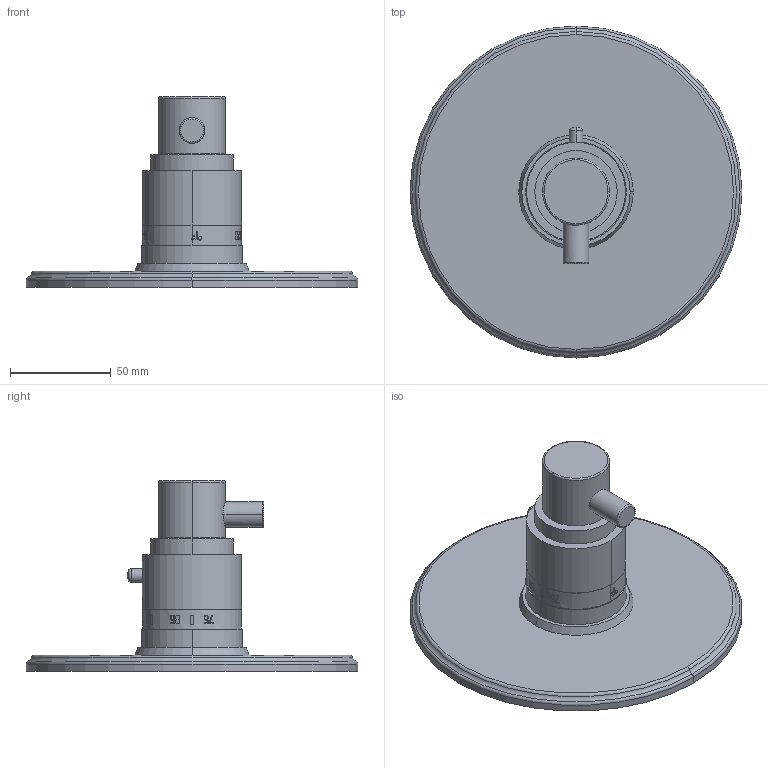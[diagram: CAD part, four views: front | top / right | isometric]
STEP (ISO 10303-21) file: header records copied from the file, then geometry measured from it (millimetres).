
FILE_DESCRIPTION((''),'2;1');
FILE_NAME('3-1504TR','2020-12-02T15:00:28',('jinson.thomas'),(''),'CREO PARAMETRIC BY PTC INC, 2018400','CREO PARAMETRIC BY PTC INC, 2018400','');
FILE_SCHEMA(('CONFIG_CONTROL_DESIGN'));
Length unit declared in the file: inch
Products named in the file (1): 3-1504TR
Bounding box: 165.1 x 165.1 x 94.73 mm (x, y, z)
Volume: 301744 mm3; surface area: 60214.1 mm2
Topology: 1 solids, 2 shells, 408 faces, 1118 edges, 735 vertices
Faces by surface type: plane 331, cylinder 49, torus 12, cone 7, bspline 7, sphere 2
Entity records: 14473 total; most frequent: CARTESIAN_POINT 4844, ORIENTED_EDGE 2228, DIRECTION 1646, EDGE_CURVE 1114, VERTEX_POINT 735, AXIS2_PLACEMENT_3D 586, VECTOR 474, LINE 474
